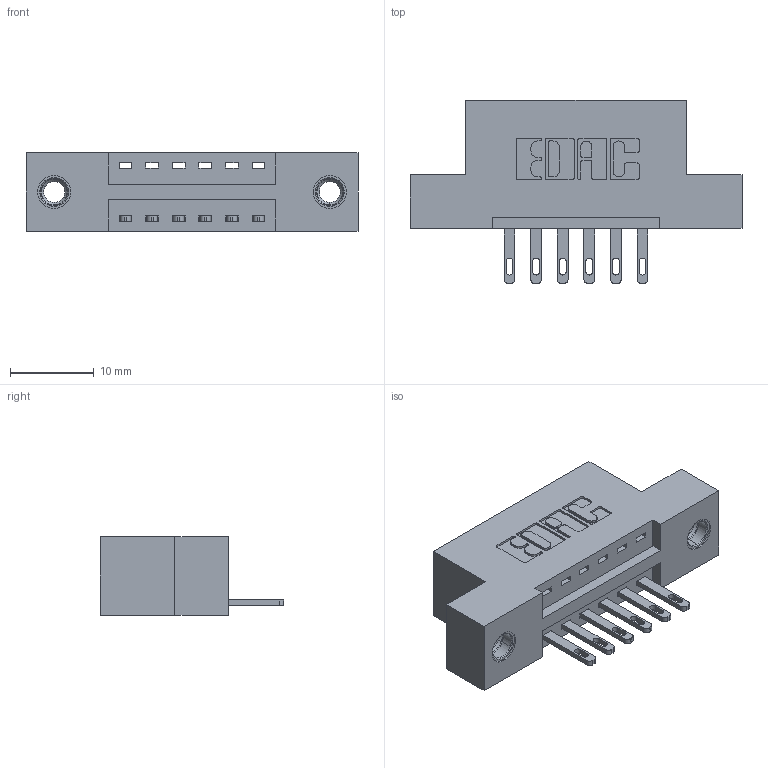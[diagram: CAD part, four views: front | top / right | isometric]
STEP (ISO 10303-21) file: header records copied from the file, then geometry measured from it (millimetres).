
FILE_DESCRIPTION (( 'STEP AP203' ), '1' );
FILE_NAME ('346-006-500-107.STEP', '2022-05-04T18:15:46', ( '' ), ( '' ), 'SwSTEP 2.0', 'SolidWorks 2020', '' );
FILE_SCHEMA (( 'CONFIG_CONTROL_DESIGN' ));
Length unit declared in the file: inch
Products named in the file (4): 345-250-001_345-250-005-103; 346 Part_Flush Mounting Lugs - 0.156 Dia-TI; 345-292-001_345-293-100; 346-006-500-107
Assembly tree (9 placements, depth 2):
  346-006-500-107
    346 Part_Flush Mounting Lugs - 0.156 Dia-TI
    345-292-001_345-293-100  x6
    345-250-001_345-250-005-103  x2
Bounding box: 39.62 x 21.84 x 9.4 mm (x, y, z)
Volume: 3535.1 mm3; surface area: 4078.5 mm2
Topology: 9 solids, 9 shells, 506 faces, 1473 edges, 974 vertices
Faces by surface type: plane 312, cylinder 178, cone 12, torus 4
Entity records: 9686 total; most frequent: CARTESIAN_POINT 1653, ORIENTED_EDGE 1586, DIRECTION 1531, EDGE_CURVE 793, LINE 613, VECTOR 613, VERTEX_POINT 524, AXIS2_PLACEMENT_3D 459
